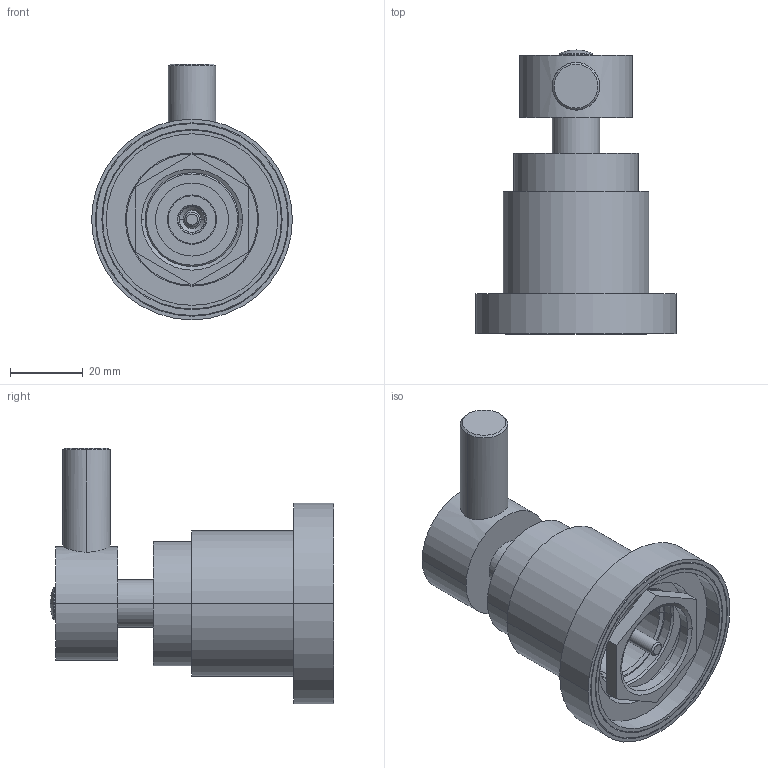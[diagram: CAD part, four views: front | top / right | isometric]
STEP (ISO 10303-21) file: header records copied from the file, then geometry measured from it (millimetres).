
FILE_DESCRIPTION((''),'2;1');
FILE_NAME('ZDEV082CR','2021-11-23T13:32:36',('ut3'),('PAFFONI SpA'),'CREO PARAMETRIC BY PTC INC, 2020044','CREO PARAMETRIC BY PTC INC, 2020044','');
FILE_SCHEMA(('CONFIG_CONTROL_DESIGN','SHAPE_APPEARANCE_LAYERS_GROUPS'));
Length unit declared in the file: millimetre
Products named in the file (1): ZDEV082CR
Bounding box: 55 x 77.8 x 70.1 mm (x, y, z)
Volume: 59964.5 mm3; surface area: 24936.5 mm2
Topology: 5 solids, 5 shells, 172 faces, 390 edges, 237 vertices
Faces by surface type: plane 96, cylinder 44, cone 22, torus 6, sphere 4
Entity records: 6277 total; most frequent: CARTESIAN_POINT 1237, DIRECTION 824, ORIENTED_EDGE 776, EDGE_CURVE 388, AXIS2_PLACEMENT_3D 322, VERTEX_POINT 237, EDGE_LOOP 193, VECTOR 180
